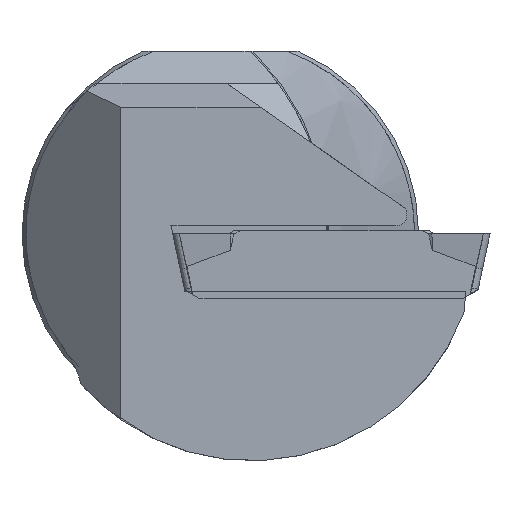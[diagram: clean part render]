
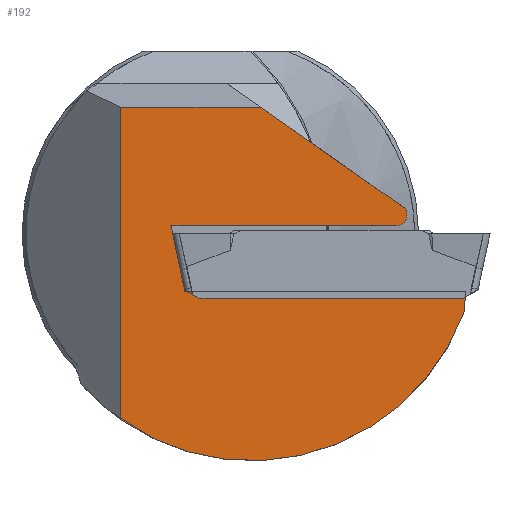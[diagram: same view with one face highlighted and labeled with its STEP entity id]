
A CAD part, left-side view. The second image highlights one B-rep face of the part: STEP entity #192.
In plain terms, the highlighted planar face has unit normal (-1, 0, 0).
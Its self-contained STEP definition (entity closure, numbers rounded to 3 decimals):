
#192=ADVANCED_FACE('',(#321),#279,.T.);
#279=PLANE('',#1637);
#321=FACE_OUTER_BOUND('',#407,.T.);
#407=EDGE_LOOP('',(#516,#517,#518,#519,#520,#521,#522,#523,#524));
#495=CIRCLE('',#1635,0.7);
#496=CIRCLE('',#1636,14.3);
#516=ORIENTED_EDGE('',*,*,#1136,.F.);
#517=ORIENTED_EDGE('',*,*,#1137,.F.);
#518=ORIENTED_EDGE('',*,*,#1138,.F.);
#519=ORIENTED_EDGE('',*,*,#1139,.F.);
#520=ORIENTED_EDGE('',*,*,#1140,.F.);
#521=ORIENTED_EDGE('',*,*,#1141,.F.);
#522=ORIENTED_EDGE('',*,*,#1142,.T.);
#523=ORIENTED_EDGE('',*,*,#1143,.F.);
#524=ORIENTED_EDGE('',*,*,#1144,.F.);
#984=VERTEX_POINT('',#2063);
#985=VERTEX_POINT('',#2064);
#986=VERTEX_POINT('',#2066);
#987=VERTEX_POINT('',#2068);
#988=VERTEX_POINT('',#2070);
#989=VERTEX_POINT('',#2072);
#990=VERTEX_POINT('',#2074);
#991=VERTEX_POINT('',#2076);
#992=VERTEX_POINT('',#2078);
#1136=EDGE_CURVE('',#984,#985,#1370,.T.);
#1137=EDGE_CURVE('',#986,#984,#1371,.T.);
#1138=EDGE_CURVE('',#987,#986,#1372,.T.);
#1139=EDGE_CURVE('',#988,#987,#495,.T.);
#1140=EDGE_CURVE('',#989,#988,#1373,.T.);
#1141=EDGE_CURVE('',#990,#989,#1374,.T.);
#1142=EDGE_CURVE('',#990,#991,#1375,.T.);
#1143=EDGE_CURVE('',#992,#991,#496,.T.);
#1144=EDGE_CURVE('',#985,#992,#1376,.T.);
#1370=LINE('',#2062,#1498);
#1371=LINE('',#2065,#1499);
#1372=LINE('',#2067,#1500);
#1373=LINE('',#2071,#1501);
#1374=LINE('',#2073,#1502);
#1375=LINE('',#2075,#1503);
#1376=LINE('',#2079,#1504);
#1498=VECTOR('',#1733,1.);
#1499=VECTOR('',#1734,1.);
#1500=VECTOR('',#1735,1.);
#1501=VECTOR('',#1738,1.);
#1502=VECTOR('',#1739,1.);
#1503=VECTOR('',#1740,1.);
#1504=VECTOR('',#1743,1.);
#1635=AXIS2_PLACEMENT_3D('',#2069,#1736,#1737);
#1636=AXIS2_PLACEMENT_3D('',#2077,#1741,#1742);
#1637=AXIS2_PLACEMENT_3D('',#2080,#1744,#1745);
#1733=DIRECTION('',(0.,-1.,0.));
#1734=DIRECTION('',(0.,-0.208,-0.978));
#1735=DIRECTION('',(0.,1.,0.));
#1736=DIRECTION('',(1.,0.,0.));
#1737=DIRECTION('',(0.,0.,1.));
#1738=DIRECTION('',(0.,-0.819,-0.574));
#1739=DIRECTION('',(0.,-1.,0.));
#1740=DIRECTION('',(0.,0.,-1.));
#1741=DIRECTION('',(1.,0.,0.));
#1742=DIRECTION('',(0.,0.,1.));
#1743=DIRECTION('',(0.,0.087,-0.996));
#1744=DIRECTION('',(-1.,0.,0.));
#1745=DIRECTION('',(0.,0.,1.));
#2062=CARTESIAN_POINT('',(0.275,0.,-3.637));
#2063=CARTESIAN_POINT('',(0.275,2.227,-3.637));
#2064=CARTESIAN_POINT('',(0.275,-15.476,-3.637));
#2065=CARTESIAN_POINT('',(0.275,2.87,-0.61));
#2066=CARTESIAN_POINT('',(0.275,3.11,0.516));
#2067=CARTESIAN_POINT('',(0.275,0.,0.516));
#2068=CARTESIAN_POINT('',(0.275,-11.066,0.516));
#2069=CARTESIAN_POINT('',(0.275,-11.066,1.216));
#2070=CARTESIAN_POINT('',(0.275,-11.651,1.599));
#2071=CARTESIAN_POINT('',(0.275,-4.584,6.547));
#2072=CARTESIAN_POINT('',(0.275,-2.515,7.996));
#2073=CARTESIAN_POINT('',(0.275,277.74,7.996));
#2074=CARTESIAN_POINT('',(0.275,6.275,7.996));
#2075=CARTESIAN_POINT('',(0.275,6.275,0.));
#2076=CARTESIAN_POINT('',(0.275,6.275,-11.698));
#2077=CARTESIAN_POINT('',(0.275,-1.95,0.));
#2078=CARTESIAN_POINT('',(0.275,-15.36,-4.967));
#2079=CARTESIAN_POINT('',(0.275,-15.674,-1.371));
#2080=CARTESIAN_POINT('',(0.275,0.,0.));
